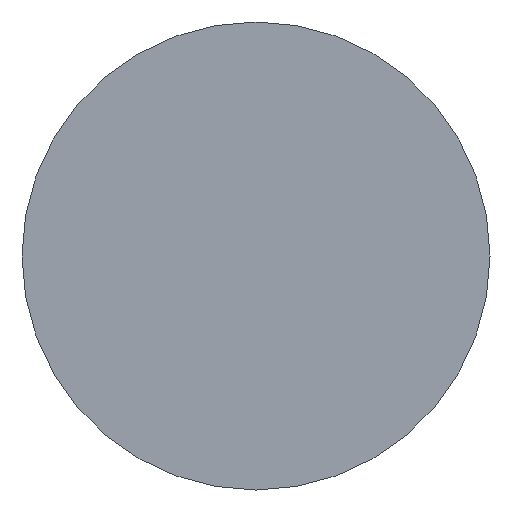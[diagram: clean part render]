
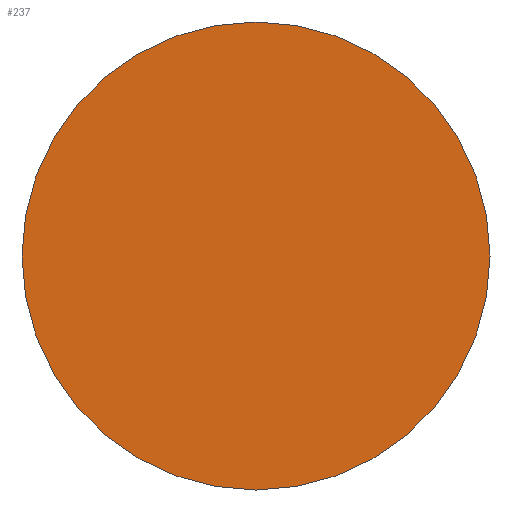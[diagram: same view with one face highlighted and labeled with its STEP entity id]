
A CAD part, front view. The second image highlights one B-rep face of the part: STEP entity #237.
In plain terms, the highlighted planar face has unit normal (0, -1, 0).
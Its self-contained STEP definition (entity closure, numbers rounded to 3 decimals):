
#159=VERTEX_POINT('',#338);
#179=VERTEX_POINT('',#360);
#183=EDGE_CURVE('',#179,#159,#364,.T.);
#203=EDGE_CURVE('',#159,#179,#389,.T.);
#237=ADVANCED_FACE('',(#427),#428,.T.);
#338=CARTESIAN_POINT('',(-25.0,-20.0,0.));
#360=CARTESIAN_POINT('',(25.0,-20.0,0.));
#364=CIRCLE('',#583,25.0);
#389=CIRCLE('',#613,25.0);
#427=FACE_OUTER_BOUND('',#659,.T.);
#428=PLANE('',#660);
#583=AXIS2_PLACEMENT_3D('',#777,#778,#779);
#613=AXIS2_PLACEMENT_3D('',#822,#823,#824);
#659=EDGE_LOOP('',(#870,#871));
#660=AXIS2_PLACEMENT_3D('',#872,#873,#874);
#777=CARTESIAN_POINT('',(0.0,-20.0,0.));
#778=DIRECTION('',(0.0,-1.0,0.));
#779=DIRECTION('',(1.0,0.0,0.0));
#822=CARTESIAN_POINT('',(0.0,-20.0,0.));
#823=DIRECTION('',(0.0,-1.0,0.));
#824=DIRECTION('',(1.0,0.0,0.0));
#870=ORIENTED_EDGE('',*,*,#183,.T.);
#871=ORIENTED_EDGE('',*,*,#203,.T.);
#872=CARTESIAN_POINT('',(0.0,-20.0,0.));
#873=DIRECTION('',(0.0,-1.0,0.));
#874=DIRECTION('',(1.0,0.0,0.0));
